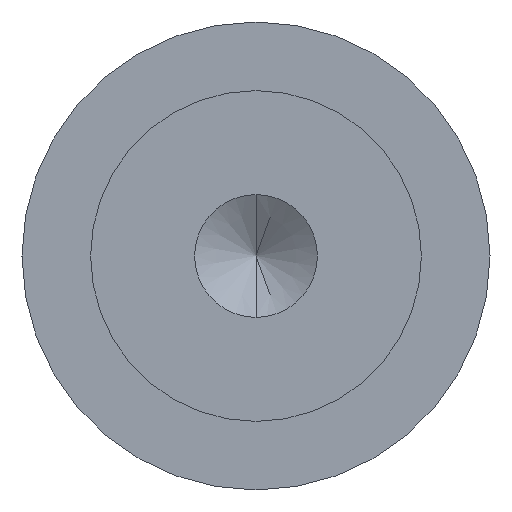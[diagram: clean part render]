
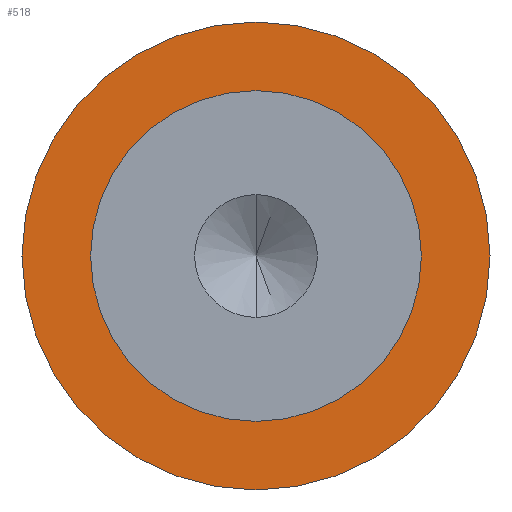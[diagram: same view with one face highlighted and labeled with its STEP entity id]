
A CAD part, left-side view. The second image highlights one B-rep face of the part: STEP entity #518.
In plain terms, the highlighted planar face has unit normal (-1, 0, 0).
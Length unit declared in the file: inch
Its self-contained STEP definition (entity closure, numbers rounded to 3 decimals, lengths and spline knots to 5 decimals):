
#23 = EDGE_CURVE ( 'NONE', #35, #593, #241, .T. ) ;
#30 = CARTESIAN_POINT ( 'NONE',  ( -1.9685, 0., 0. ) ) ;
#35 = VERTEX_POINT ( 'NONE', #557 ) ;
#41 = AXIS2_PLACEMENT_3D ( 'NONE', #30, #440, #442 ) ;
#53 = AXIS2_PLACEMENT_3D ( 'NONE', #532, #486, #283 ) ;
#65 = PLANE ( 'NONE',  #473 ) ;
#115 = AXIS2_PLACEMENT_3D ( 'NONE', #494, #205, #252 ) ;
#127 = CIRCLE ( 'NONE', #53, 0.375 ) ;
#133 = VERTEX_POINT ( 'NONE', #151 ) ;
#135 = ORIENTED_EDGE ( 'NONE', *, *, #23, .F. ) ;
#146 = ORIENTED_EDGE ( 'NONE', *, *, #271, .F. ) ;
#151 = CARTESIAN_POINT ( 'NONE',  ( -1.9685, -0.265, 0. ) ) ;
#185 = CIRCLE ( 'NONE', #41, 0.265 ) ;
#205 = DIRECTION ( 'NONE',  ( 1., 0., 0. ) ) ;
#206 = AXIS2_PLACEMENT_3D ( 'NONE', #581, #481, #541 ) ;
#209 = DIRECTION ( 'NONE',  ( 0., 1., 0. ) ) ;
#222 = CARTESIAN_POINT ( 'NONE',  ( -1.9685, 0., 0. ) ) ;
#241 = CIRCLE ( 'NONE', #115, 0.375 ) ;
#252 = DIRECTION ( 'NONE',  ( 0., 1., 0. ) ) ;
#271 = EDGE_CURVE ( 'NONE', #569, #133, #185, .T. ) ;
#277 = EDGE_LOOP ( 'NONE', ( #146, #540 ) ) ;
#283 = DIRECTION ( 'NONE',  ( 0., 1., 0. ) ) ;
#317 = ORIENTED_EDGE ( 'NONE', *, *, #324, .F. ) ;
#324 = EDGE_CURVE ( 'NONE', #593, #35, #127, .T. ) ;
#330 = EDGE_CURVE ( 'NONE', #133, #569, #567, .T. ) ;
#365 = DIRECTION ( 'NONE',  ( 1., 0., 0. ) ) ;
#440 = DIRECTION ( 'NONE',  ( -1., 0., 0. ) ) ;
#442 = DIRECTION ( 'NONE',  ( 0., -1., 0. ) ) ;
#473 = AXIS2_PLACEMENT_3D ( 'NONE', #222, #365, #209 ) ;
#481 = DIRECTION ( 'NONE',  ( -1., 0., 0. ) ) ;
#486 = DIRECTION ( 'NONE',  ( 1., 0., 0. ) ) ;
#494 = CARTESIAN_POINT ( 'NONE',  ( -1.9685, 0., 0. ) ) ;
#518 = ADVANCED_FACE ( 'NONE', ( #519, #625 ), #65, .F. ) ;
#519 = FACE_BOUND ( 'NONE', #277, .T. ) ;
#532 = CARTESIAN_POINT ( 'NONE',  ( -1.9685, 0., 0. ) ) ;
#540 = ORIENTED_EDGE ( 'NONE', *, *, #330, .F. ) ;
#541 = DIRECTION ( 'NONE',  ( 0., -1., 0. ) ) ;
#557 = CARTESIAN_POINT ( 'NONE',  ( -1.9685, -0.375, 0. ) ) ;
#565 = CARTESIAN_POINT ( 'NONE',  ( -1.9685, 0.265, 0. ) ) ;
#567 = CIRCLE ( 'NONE', #206, 0.265 ) ;
#569 = VERTEX_POINT ( 'NONE', #565 ) ;
#573 = CARTESIAN_POINT ( 'NONE',  ( -1.9685, 0.375, 0. ) ) ;
#581 = CARTESIAN_POINT ( 'NONE',  ( -1.9685, 0., 0. ) ) ;
#593 = VERTEX_POINT ( 'NONE', #573 ) ;
#624 = EDGE_LOOP ( 'NONE', ( #317, #135 ) ) ;
#625 = FACE_OUTER_BOUND ( 'NONE', #624, .T. ) ;
